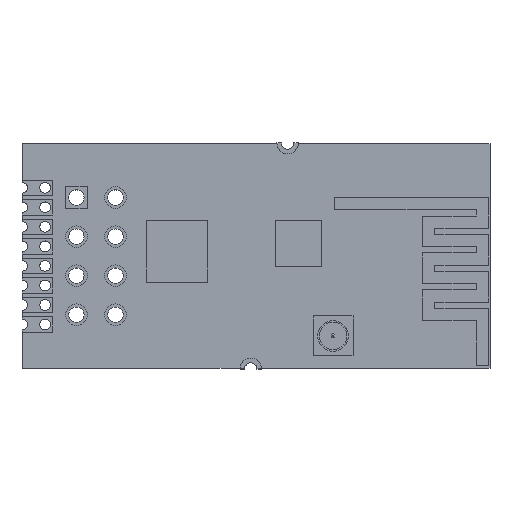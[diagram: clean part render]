
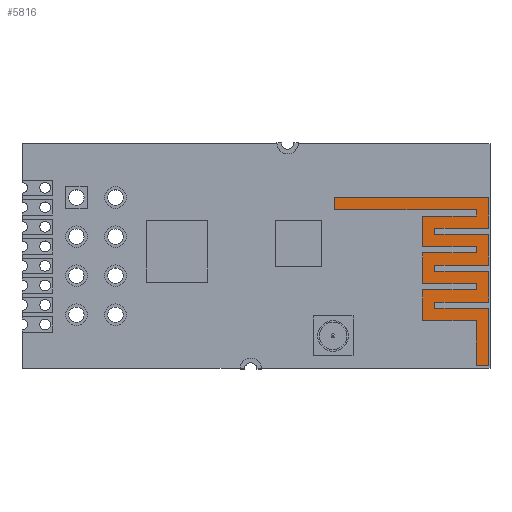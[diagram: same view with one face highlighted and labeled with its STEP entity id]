
A CAD part, top view. The second image highlights one B-rep face of the part: STEP entity #5816.
In plain terms, the highlighted planar face has unit normal (0, 0, 1).
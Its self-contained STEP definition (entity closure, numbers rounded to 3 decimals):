
#3412 = VERTEX_POINT('',#3413);
#3413 = CARTESIAN_POINT('',(16.855,0.,1.1));
#3419 = EDGE_CURVE('',#3412,#3420,#3422,.T.);
#3420 = VERTEX_POINT('',#3421);
#3421 = CARTESIAN_POINT('',(26.873,0.,1.1));
#3422 = LINE('',#3423,#3424);
#3423 = CARTESIAN_POINT('',(16.855,0.,1.1));
#3424 = VECTOR('',#3425,1.);
#3425 = DIRECTION('',(1.,0.,0.));
#3443 = EDGE_CURVE('',#3420,#3444,#3446,.T.);
#3444 = VERTEX_POINT('',#3445);
#3445 = CARTESIAN_POINT('',(26.873,-2.,1.1));
#3446 = LINE('',#3447,#3448);
#3447 = CARTESIAN_POINT('',(26.873,0.,1.1));
#3448 = VECTOR('',#3449,1.);
#3449 = DIRECTION('',(0.,-1.,0.));
#3467 = EDGE_CURVE('',#3444,#3468,#3470,.T.);
#3468 = VERTEX_POINT('',#3469);
#3469 = CARTESIAN_POINT('',(23.373,-2.,1.1));
#3470 = LINE('',#3471,#3472);
#3471 = CARTESIAN_POINT('',(26.873,-2.,1.1));
#3472 = VECTOR('',#3473,1.);
#3473 = DIRECTION('',(-1.,0.,0.));
#3491 = EDGE_CURVE('',#3468,#3492,#3494,.T.);
#3492 = VERTEX_POINT('',#3493);
#3493 = CARTESIAN_POINT('',(23.373,-2.4,1.1));
#3494 = LINE('',#3495,#3496);
#3495 = CARTESIAN_POINT('',(23.373,-2.,1.1));
#3496 = VECTOR('',#3497,1.);
#3497 = DIRECTION('',(0.,-1.,0.));
#3515 = EDGE_CURVE('',#3492,#3516,#3518,.T.);
#3516 = VERTEX_POINT('',#3517);
#3517 = CARTESIAN_POINT('',(26.873,-2.4,1.1));
#3518 = LINE('',#3519,#3520);
#3519 = CARTESIAN_POINT('',(23.373,-2.4,1.1));
#3520 = VECTOR('',#3521,1.);
#3521 = DIRECTION('',(1.,0.,0.));
#3539 = EDGE_CURVE('',#3516,#3540,#3542,.T.);
#3540 = VERTEX_POINT('',#3541);
#3541 = CARTESIAN_POINT('',(26.873,-4.4,1.1));
#3542 = LINE('',#3543,#3544);
#3543 = CARTESIAN_POINT('',(26.873,-2.4,1.1));
#3544 = VECTOR('',#3545,1.);
#3545 = DIRECTION('',(0.,-1.,0.));
#3563 = EDGE_CURVE('',#3540,#3564,#3566,.T.);
#3564 = VERTEX_POINT('',#3565);
#3565 = CARTESIAN_POINT('',(23.373,-4.4,1.1));
#3566 = LINE('',#3567,#3568);
#3567 = CARTESIAN_POINT('',(26.873,-4.4,1.1));
#3568 = VECTOR('',#3569,1.);
#3569 = DIRECTION('',(-1.,0.,0.));
#3587 = EDGE_CURVE('',#3564,#3588,#3590,.T.);
#3588 = VERTEX_POINT('',#3589);
#3589 = CARTESIAN_POINT('',(23.373,-4.8,1.1));
#3590 = LINE('',#3591,#3592);
#3591 = CARTESIAN_POINT('',(23.373,-4.4,1.1));
#3592 = VECTOR('',#3593,1.);
#3593 = DIRECTION('',(0.,-1.,0.));
#3611 = EDGE_CURVE('',#3588,#3612,#3614,.T.);
#3612 = VERTEX_POINT('',#3613);
#3613 = CARTESIAN_POINT('',(26.873,-4.8,1.1));
#3614 = LINE('',#3615,#3616);
#3615 = CARTESIAN_POINT('',(23.373,-4.8,1.1));
#3616 = VECTOR('',#3617,1.);
#3617 = DIRECTION('',(1.,0.,0.));
#3635 = EDGE_CURVE('',#3612,#3636,#3638,.T.);
#3636 = VERTEX_POINT('',#3637);
#3637 = CARTESIAN_POINT('',(26.873,-6.8,1.1));
#3638 = LINE('',#3639,#3640);
#3639 = CARTESIAN_POINT('',(26.873,-4.8,1.1));
#3640 = VECTOR('',#3641,1.);
#3641 = DIRECTION('',(0.,-1.,0.));
#3659 = EDGE_CURVE('',#3636,#3660,#3662,.T.);
#3660 = VERTEX_POINT('',#3661);
#3661 = CARTESIAN_POINT('',(23.373,-6.8,1.1));
#3662 = LINE('',#3663,#3664);
#3663 = CARTESIAN_POINT('',(26.873,-6.8,1.1));
#3664 = VECTOR('',#3665,1.);
#3665 = DIRECTION('',(-1.,0.,0.));
#3683 = EDGE_CURVE('',#3660,#3684,#3686,.T.);
#3684 = VERTEX_POINT('',#3685);
#3685 = CARTESIAN_POINT('',(23.373,-7.2,1.1));
#3686 = LINE('',#3687,#3688);
#3687 = CARTESIAN_POINT('',(23.373,-6.8,1.1));
#3688 = VECTOR('',#3689,1.);
#3689 = DIRECTION('',(0.,-1.,0.));
#3707 = EDGE_CURVE('',#3684,#3708,#3710,.T.);
#3708 = VERTEX_POINT('',#3709);
#3709 = CARTESIAN_POINT('',(26.873,-7.2,1.1));
#3710 = LINE('',#3711,#3712);
#3711 = CARTESIAN_POINT('',(23.373,-7.2,1.1));
#3712 = VECTOR('',#3713,1.);
#3713 = DIRECTION('',(1.,0.,0.));
#3731 = EDGE_CURVE('',#3708,#3732,#3734,.T.);
#3732 = VERTEX_POINT('',#3733);
#3733 = CARTESIAN_POINT('',(26.873,-10.923,1.1));
#3734 = LINE('',#3735,#3736);
#3735 = CARTESIAN_POINT('',(26.873,-7.2,1.1));
#3736 = VECTOR('',#3737,1.);
#3737 = DIRECTION('',(0.,-1.,0.));
#3755 = EDGE_CURVE('',#3732,#3756,#3758,.T.);
#3756 = VERTEX_POINT('',#3757);
#3757 = CARTESIAN_POINT('',(26.073,-10.923,1.1));
#3758 = LINE('',#3759,#3760);
#3759 = CARTESIAN_POINT('',(26.873,-10.923,1.1));
#3760 = VECTOR('',#3761,1.);
#3761 = DIRECTION('',(-1.,0.,0.));
#3779 = EDGE_CURVE('',#3756,#3780,#3782,.T.);
#3780 = VERTEX_POINT('',#3781);
#3781 = CARTESIAN_POINT('',(26.073,-8.,1.1));
#3782 = LINE('',#3783,#3784);
#3783 = CARTESIAN_POINT('',(26.073,-10.923,1.1));
#3784 = VECTOR('',#3785,1.);
#3785 = DIRECTION('',(0.,1.,0.));
#3803 = EDGE_CURVE('',#3780,#3804,#3806,.T.);
#3804 = VERTEX_POINT('',#3805);
#3805 = CARTESIAN_POINT('',(22.573,-8.,1.1));
#3806 = LINE('',#3807,#3808);
#3807 = CARTESIAN_POINT('',(26.073,-8.,1.1));
#3808 = VECTOR('',#3809,1.);
#3809 = DIRECTION('',(-1.,0.,0.));
#3827 = EDGE_CURVE('',#3804,#3828,#3830,.T.);
#3828 = VERTEX_POINT('',#3829);
#3829 = CARTESIAN_POINT('',(22.573,-6.,1.1));
#3830 = LINE('',#3831,#3832);
#3831 = CARTESIAN_POINT('',(22.573,-8.,1.1));
#3832 = VECTOR('',#3833,1.);
#3833 = DIRECTION('',(0.,1.,0.));
#3851 = EDGE_CURVE('',#3828,#3852,#3854,.T.);
#3852 = VERTEX_POINT('',#3853);
#3853 = CARTESIAN_POINT('',(26.073,-6.,1.1));
#3854 = LINE('',#3855,#3856);
#3855 = CARTESIAN_POINT('',(22.573,-6.,1.1));
#3856 = VECTOR('',#3857,1.);
#3857 = DIRECTION('',(1.,0.,0.));
#3875 = EDGE_CURVE('',#3852,#3876,#3878,.T.);
#3876 = VERTEX_POINT('',#3877);
#3877 = CARTESIAN_POINT('',(26.073,-5.6,1.1));
#3878 = LINE('',#3879,#3880);
#3879 = CARTESIAN_POINT('',(26.073,-6.,1.1));
#3880 = VECTOR('',#3881,1.);
#3881 = DIRECTION('',(0.,1.,0.));
#3899 = EDGE_CURVE('',#3876,#3900,#3902,.T.);
#3900 = VERTEX_POINT('',#3901);
#3901 = CARTESIAN_POINT('',(22.573,-5.6,1.1));
#3902 = LINE('',#3903,#3904);
#3903 = CARTESIAN_POINT('',(26.073,-5.6,1.1));
#3904 = VECTOR('',#3905,1.);
#3905 = DIRECTION('',(-1.,0.,0.));
#3923 = EDGE_CURVE('',#3900,#3924,#3926,.T.);
#3924 = VERTEX_POINT('',#3925);
#3925 = CARTESIAN_POINT('',(22.573,-3.6,1.1));
#3926 = LINE('',#3927,#3928);
#3927 = CARTESIAN_POINT('',(22.573,-5.6,1.1));
#3928 = VECTOR('',#3929,1.);
#3929 = DIRECTION('',(0.,1.,0.));
#3947 = EDGE_CURVE('',#3924,#3948,#3950,.T.);
#3948 = VERTEX_POINT('',#3949);
#3949 = CARTESIAN_POINT('',(26.073,-3.6,1.1));
#3950 = LINE('',#3951,#3952);
#3951 = CARTESIAN_POINT('',(22.573,-3.6,1.1));
#3952 = VECTOR('',#3953,1.);
#3953 = DIRECTION('',(1.,0.,0.));
#3971 = EDGE_CURVE('',#3948,#3972,#3974,.T.);
#3972 = VERTEX_POINT('',#3973);
#3973 = CARTESIAN_POINT('',(26.073,-3.2,1.1));
#3974 = LINE('',#3975,#3976);
#3975 = CARTESIAN_POINT('',(26.073,-3.6,1.1));
#3976 = VECTOR('',#3977,1.);
#3977 = DIRECTION('',(0.,1.,0.));
#3995 = EDGE_CURVE('',#3972,#3996,#3998,.T.);
#3996 = VERTEX_POINT('',#3997);
#3997 = CARTESIAN_POINT('',(22.573,-3.2,1.1));
#3998 = LINE('',#3999,#4000);
#3999 = CARTESIAN_POINT('',(26.073,-3.2,1.1));
#4000 = VECTOR('',#4001,1.);
#4001 = DIRECTION('',(-1.,0.,0.));
#4019 = EDGE_CURVE('',#3996,#4020,#4022,.T.);
#4020 = VERTEX_POINT('',#4021);
#4021 = CARTESIAN_POINT('',(22.573,-1.2,1.1));
#4022 = LINE('',#4023,#4024);
#4023 = CARTESIAN_POINT('',(22.573,-3.2,1.1));
#4024 = VECTOR('',#4025,1.);
#4025 = DIRECTION('',(0.,1.,0.));
#4043 = EDGE_CURVE('',#4020,#4044,#4046,.T.);
#4044 = VERTEX_POINT('',#4045);
#4045 = CARTESIAN_POINT('',(26.073,-1.2,1.1));
#4046 = LINE('',#4047,#4048);
#4047 = CARTESIAN_POINT('',(22.573,-1.2,1.1));
#4048 = VECTOR('',#4049,1.);
#4049 = DIRECTION('',(1.,0.,0.));
#4067 = EDGE_CURVE('',#4044,#4068,#4070,.T.);
#4068 = VERTEX_POINT('',#4069);
#4069 = CARTESIAN_POINT('',(26.073,-0.8,1.1));
#4070 = LINE('',#4071,#4072);
#4071 = CARTESIAN_POINT('',(26.073,-1.2,1.1));
#4072 = VECTOR('',#4073,1.);
#4073 = DIRECTION('',(0.,1.,0.));
#4091 = EDGE_CURVE('',#4068,#4092,#4094,.T.);
#4092 = VERTEX_POINT('',#4093);
#4093 = CARTESIAN_POINT('',(16.855,-0.8,1.1));
#4094 = LINE('',#4095,#4096);
#4095 = CARTESIAN_POINT('',(26.073,-0.8,1.1));
#4096 = VECTOR('',#4097,1.);
#4097 = DIRECTION('',(-1.,0.,0.));
#4115 = EDGE_CURVE('',#4092,#3412,#4116,.T.);
#4116 = LINE('',#4117,#4118);
#4117 = CARTESIAN_POINT('',(16.855,-0.8,1.1));
#4118 = VECTOR('',#4119,1.);
#4119 = DIRECTION('',(0.,1.,0.));
#5816 = ADVANCED_FACE('',(#5817),#5849,.F.);
#5817 = FACE_BOUND('',#5818,.F.);
#5818 = EDGE_LOOP('',(#5819,#5820,#5821,#5822,#5823,#5824,#5825,#5826,
    #5827,#5828,#5829,#5830,#5831,#5832,#5833,#5834,#5835,#5836,#5837,
    #5838,#5839,#5840,#5841,#5842,#5843,#5844,#5845,#5846,#5847,#5848));
#5819 = ORIENTED_EDGE('',*,*,#3419,.T.);
#5820 = ORIENTED_EDGE('',*,*,#3443,.T.);
#5821 = ORIENTED_EDGE('',*,*,#3467,.T.);
#5822 = ORIENTED_EDGE('',*,*,#3491,.T.);
#5823 = ORIENTED_EDGE('',*,*,#3515,.T.);
#5824 = ORIENTED_EDGE('',*,*,#3539,.T.);
#5825 = ORIENTED_EDGE('',*,*,#3563,.T.);
#5826 = ORIENTED_EDGE('',*,*,#3587,.T.);
#5827 = ORIENTED_EDGE('',*,*,#3611,.T.);
#5828 = ORIENTED_EDGE('',*,*,#3635,.T.);
#5829 = ORIENTED_EDGE('',*,*,#3659,.T.);
#5830 = ORIENTED_EDGE('',*,*,#3683,.T.);
#5831 = ORIENTED_EDGE('',*,*,#3707,.T.);
#5832 = ORIENTED_EDGE('',*,*,#3731,.T.);
#5833 = ORIENTED_EDGE('',*,*,#3755,.T.);
#5834 = ORIENTED_EDGE('',*,*,#3779,.T.);
#5835 = ORIENTED_EDGE('',*,*,#3803,.T.);
#5836 = ORIENTED_EDGE('',*,*,#3827,.T.);
#5837 = ORIENTED_EDGE('',*,*,#3851,.T.);
#5838 = ORIENTED_EDGE('',*,*,#3875,.T.);
#5839 = ORIENTED_EDGE('',*,*,#3899,.T.);
#5840 = ORIENTED_EDGE('',*,*,#3923,.T.);
#5841 = ORIENTED_EDGE('',*,*,#3947,.T.);
#5842 = ORIENTED_EDGE('',*,*,#3971,.T.);
#5843 = ORIENTED_EDGE('',*,*,#3995,.T.);
#5844 = ORIENTED_EDGE('',*,*,#4019,.T.);
#5845 = ORIENTED_EDGE('',*,*,#4043,.T.);
#5846 = ORIENTED_EDGE('',*,*,#4067,.T.);
#5847 = ORIENTED_EDGE('',*,*,#4091,.T.);
#5848 = ORIENTED_EDGE('',*,*,#4115,.T.);
#5849 = PLANE('',#5850);
#5850 = AXIS2_PLACEMENT_3D('',#5851,#5852,#5853);
#5851 = CARTESIAN_POINT('',(24.107,-3.918,1.1));
#5852 = DIRECTION('',(-0.,-0.,-1.));
#5853 = DIRECTION('',(-1.,0.,0.));
